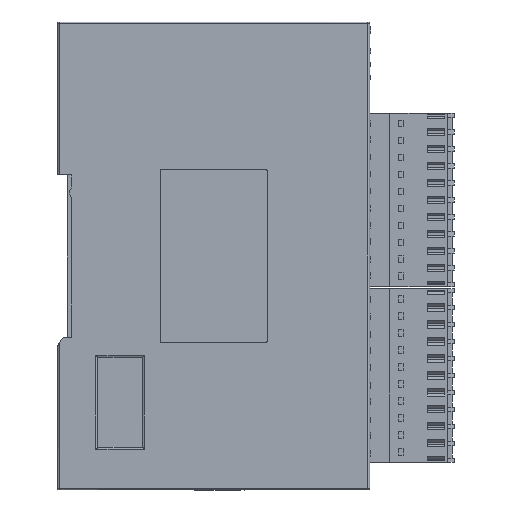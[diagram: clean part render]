
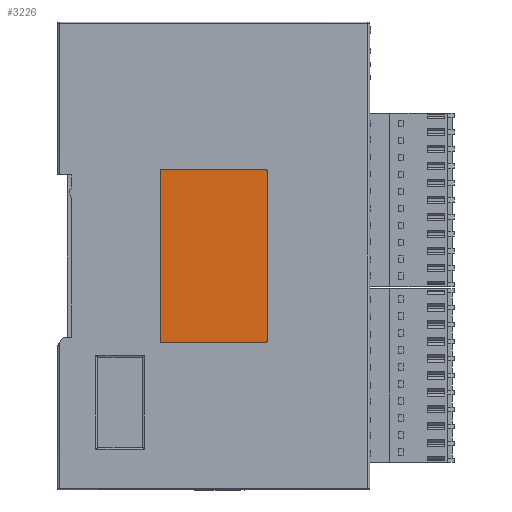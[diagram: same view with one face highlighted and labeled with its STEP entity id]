
A CAD part, left-side view. The second image highlights one B-rep face of the part: STEP entity #3226.
In plain terms, the highlighted planar face has unit normal (-1, 0, 0).
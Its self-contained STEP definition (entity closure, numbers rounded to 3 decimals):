
#249=(
BOUNDED_CURVE()
B_SPLINE_CURVE(2,(#65726,#65727,#65728),.UNSPECIFIED.,.F.,.F.)
B_SPLINE_CURVE_WITH_KNOTS((3,3),(0.,1.),.UNSPECIFIED.)
CURVE()
GEOMETRIC_REPRESENTATION_ITEM()
RATIONAL_B_SPLINE_CURVE((1.,0.707,1.))
REPRESENTATION_ITEM('')
);
#251=(
BOUNDED_CURVE()
B_SPLINE_CURVE(2,(#65740,#65741,#65742),.UNSPECIFIED.,.F.,.F.)
B_SPLINE_CURVE_WITH_KNOTS((3,3),(0.,1.),.UNSPECIFIED.)
CURVE()
GEOMETRIC_REPRESENTATION_ITEM()
RATIONAL_B_SPLINE_CURVE((1.,0.707,1.))
REPRESENTATION_ITEM('')
);
#253=(
BOUNDED_CURVE()
B_SPLINE_CURVE(2,(#65760,#65761,#65762),.UNSPECIFIED.,.F.,.F.)
B_SPLINE_CURVE_WITH_KNOTS((3,3),(0.,1.),.UNSPECIFIED.)
CURVE()
GEOMETRIC_REPRESENTATION_ITEM()
RATIONAL_B_SPLINE_CURVE((1.,0.707,1.))
REPRESENTATION_ITEM('')
);
#255=(
BOUNDED_CURVE()
B_SPLINE_CURVE(2,(#65772,#65773,#65774),.UNSPECIFIED.,.F.,.F.)
B_SPLINE_CURVE_WITH_KNOTS((3,3),(0.,1.),.UNSPECIFIED.)
CURVE()
GEOMETRIC_REPRESENTATION_ITEM()
RATIONAL_B_SPLINE_CURVE((1.,0.707,1.))
REPRESENTATION_ITEM('')
);
#3226=ADVANCED_FACE('',(#5486),#36660,.T.);
#5486=FACE_OUTER_BOUND('',#7947,.T.);
#7947=EDGE_LOOP('',(#19227,#19228,#19229,#19230,#19231,#19232,#19233,#19234));
#19227=ORIENTED_EDGE('',*,*,#24723,.F.);
#19228=ORIENTED_EDGE('',*,*,#24710,.F.);
#19229=ORIENTED_EDGE('',*,*,#24703,.F.);
#19230=ORIENTED_EDGE('',*,*,#24704,.F.);
#19231=ORIENTED_EDGE('',*,*,#24709,.F.);
#19232=ORIENTED_EDGE('',*,*,#24713,.F.);
#19233=ORIENTED_EDGE('',*,*,#24718,.F.);
#19234=ORIENTED_EDGE('',*,*,#24719,.F.);
#24703=EDGE_CURVE('',#34389,#34386,#249,.T.);
#24704=EDGE_CURVE('',#34390,#34389,#30298,.T.);
#24709=EDGE_CURVE('',#34393,#34390,#251,.T.);
#24710=EDGE_CURVE('',#34386,#34394,#30302,.T.);
#24713=EDGE_CURVE('',#34396,#34393,#30305,.T.);
#24718=EDGE_CURVE('',#34399,#34396,#253,.T.);
#24719=EDGE_CURVE('',#34400,#34399,#30309,.T.);
#24723=EDGE_CURVE('',#34394,#34400,#255,.T.);
#30298=B_SPLINE_CURVE_WITH_KNOTS('',1,(#65729,#65730),.UNSPECIFIED.,.F.,
 .F.,(2,2),(0.,23.),.UNSPECIFIED.);
#30302=B_SPLINE_CURVE_WITH_KNOTS('',1,(#65743,#65744),.UNSPECIFIED.,.F.,
 .F.,(2,2),(0.,38.),.UNSPECIFIED.);
#30305=B_SPLINE_CURVE_WITH_KNOTS('',1,(#65749,#65750),.UNSPECIFIED.,.F.,
 .F.,(2,2),(0.,38.),.UNSPECIFIED.);
#30309=B_SPLINE_CURVE_WITH_KNOTS('',1,(#65763,#65764),.UNSPECIFIED.,.F.,
 .F.,(2,2),(0.,23.),.UNSPECIFIED.);
#34386=VERTEX_POINT('',#58140);
#34389=VERTEX_POINT('',#58143);
#34390=VERTEX_POINT('',#58144);
#34393=VERTEX_POINT('',#58147);
#34394=VERTEX_POINT('',#58148);
#34396=VERTEX_POINT('',#58150);
#34399=VERTEX_POINT('',#58153);
#34400=VERTEX_POINT('',#58154);
#36660=PLANE('',#38754);
#38754=AXIS2_PLACEMENT_3D('',#56004,#40763,$);
#40763=DIRECTION('',(-1.,0.,0.));
#56004=CARTESIAN_POINT('',(-345.703,-71.468,212.686));
#58140=CARTESIAN_POINT('',(-345.703,-97.88,255.098));
#58143=CARTESIAN_POINT('',(-345.703,-97.38,255.598));
#58144=CARTESIAN_POINT('',(-345.703,-74.38,255.598));
#58147=CARTESIAN_POINT('',(-345.703,-73.88,255.098));
#58148=CARTESIAN_POINT('',(-345.703,-97.88,217.098));
#58150=CARTESIAN_POINT('',(-345.703,-73.88,217.098));
#58153=CARTESIAN_POINT('',(-345.703,-74.38,216.598));
#58154=CARTESIAN_POINT('',(-345.703,-97.38,216.598));
#65726=CARTESIAN_POINT('',(-345.703,-97.38,255.598));
#65727=CARTESIAN_POINT('',(-345.703,-97.88,255.598));
#65728=CARTESIAN_POINT('',(-345.703,-97.88,255.098));
#65729=CARTESIAN_POINT('',(-345.703,-74.38,255.598));
#65730=CARTESIAN_POINT('',(-345.703,-97.38,255.598));
#65740=CARTESIAN_POINT('',(-345.703,-73.88,255.098));
#65741=CARTESIAN_POINT('',(-345.703,-73.88,255.598));
#65742=CARTESIAN_POINT('',(-345.703,-74.38,255.598));
#65743=CARTESIAN_POINT('',(-345.703,-97.88,255.098));
#65744=CARTESIAN_POINT('',(-345.703,-97.88,217.098));
#65749=CARTESIAN_POINT('',(-345.703,-73.88,217.098));
#65750=CARTESIAN_POINT('',(-345.703,-73.88,255.098));
#65760=CARTESIAN_POINT('',(-345.703,-74.38,216.598));
#65761=CARTESIAN_POINT('',(-345.703,-73.88,216.598));
#65762=CARTESIAN_POINT('',(-345.703,-73.88,217.098));
#65763=CARTESIAN_POINT('',(-345.703,-97.38,216.598));
#65764=CARTESIAN_POINT('',(-345.703,-74.38,216.598));
#65772=CARTESIAN_POINT('',(-345.703,-97.88,217.098));
#65773=CARTESIAN_POINT('',(-345.703,-97.88,216.598));
#65774=CARTESIAN_POINT('',(-345.703,-97.38,216.598));
